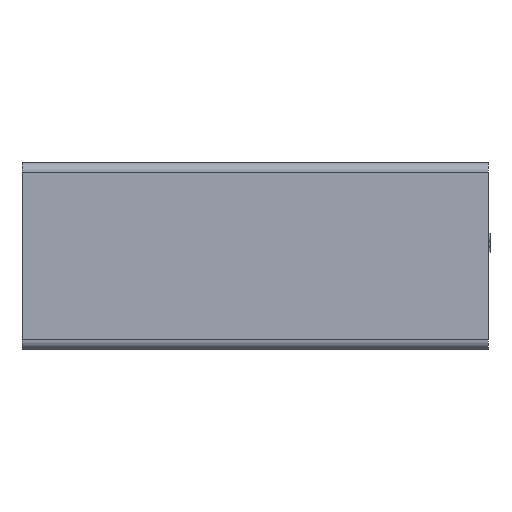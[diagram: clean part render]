
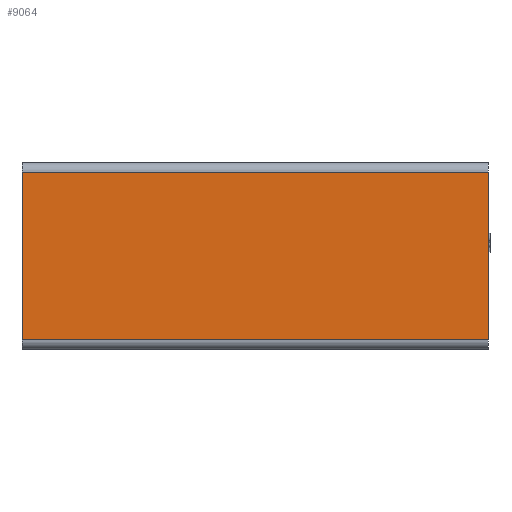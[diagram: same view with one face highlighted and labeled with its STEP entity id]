
A CAD part, left-side view. The second image highlights one B-rep face of the part: STEP entity #9064.
In plain terms, the highlighted planar face has unit normal (-1, 0, 0).
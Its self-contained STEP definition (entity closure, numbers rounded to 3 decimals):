
#71=DIRECTION('',(0.,0.,1.));
#72=VECTOR('',#71,9.);
#73=CARTESIAN_POINT('',(-7.5,0.,-4.5));
#74=LINE('',#73,#72);
#1613=DIRECTION('',(0.,0.,1.));
#1614=VECTOR('',#1613,9.);
#1615=CARTESIAN_POINT('',(-7.5,25.,-4.5));
#1616=LINE('',#1615,#1614);
#2167=DIRECTION('',(0.,-1.,0.));
#2168=VECTOR('',#2167,25.);
#2169=CARTESIAN_POINT('',(-7.5,25.,-4.5));
#2170=LINE('',#2169,#2168);
#2171=DIRECTION('',(0.,1.,0.));
#2172=VECTOR('',#2171,25.);
#2173=CARTESIAN_POINT('',(-7.5,0.,4.5));
#2174=LINE('',#2173,#2172);
#6696=CARTESIAN_POINT('',(-7.5,0.,-4.5));
#6698=VERTEX_POINT('',#6696);
#6702=CARTESIAN_POINT('',(-7.5,25.,-4.5));
#6703=VERTEX_POINT('',#6702);
#6704=CARTESIAN_POINT('',(-7.5,25.,4.5));
#6706=VERTEX_POINT('',#6704);
#6710=CARTESIAN_POINT('',(-7.5,0.,4.5));
#6711=VERTEX_POINT('',#6710);
#9052=CARTESIAN_POINT('',(-7.5,0.,-5.));
#9053=DIRECTION('',(-1.,0.,0.));
#9054=DIRECTION('',(0.,0.,1.));
#9055=AXIS2_PLACEMENT_3D('',#9052,#9053,#9054);
#9056=PLANE('',#9055);
#9058=ORIENTED_EDGE('',*,*,#9057,.F.);
#9059=ORIENTED_EDGE('',*,*,#8600,.T.);
#9060=ORIENTED_EDGE('',*,*,#9047,.F.);
#9061=ORIENTED_EDGE('',*,*,#7805,.F.);
#9062=EDGE_LOOP('',(#9058,#9059,#9060,#9061));
#9063=FACE_OUTER_BOUND('',#9062,.F.);
#9064=ADVANCED_FACE('',(#9063),#9056,.T.);
#7805=EDGE_CURVE('',#6698,#6711,#74,.T.);
#8600=EDGE_CURVE('',#6703,#6706,#1616,.T.);
#9047=EDGE_CURVE('',#6711,#6706,#2174,.T.);
#9057=EDGE_CURVE('',#6703,#6698,#2170,.T.);
